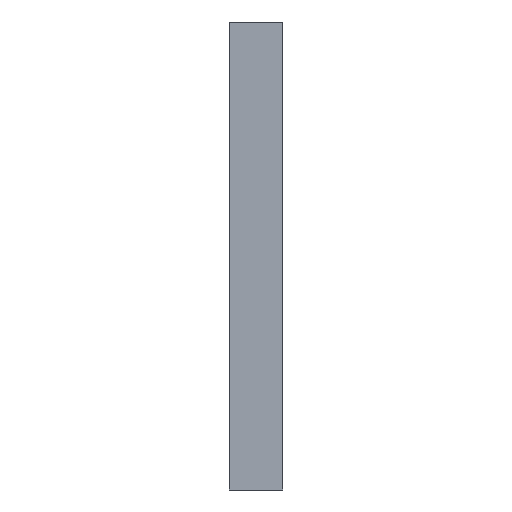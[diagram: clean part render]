
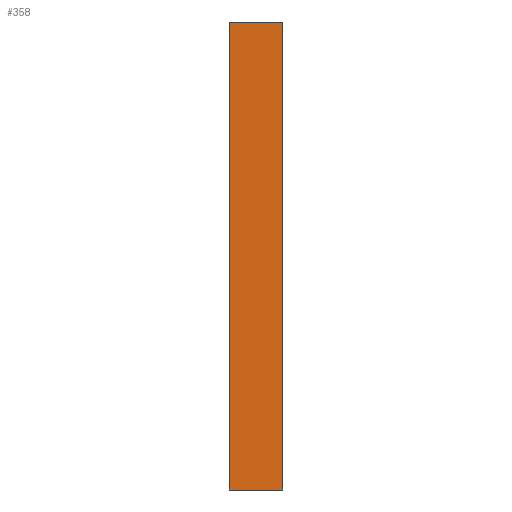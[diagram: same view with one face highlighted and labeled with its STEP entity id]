
A CAD part, left-side view. The second image highlights one B-rep face of the part: STEP entity #358.
In plain terms, the highlighted planar face has unit normal (-1, 0, 0).
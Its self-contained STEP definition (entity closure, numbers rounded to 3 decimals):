
#11 = VECTOR ( 'NONE', #794, 1000. ) ;
#57 = LINE ( 'NONE', #1165, #1089 ) ;
#85 = LINE ( 'NONE', #493, #11 ) ;
#143 = ORIENTED_EDGE ( 'NONE', *, *, #221, .T. ) ;
#159 = PLANE ( 'NONE',  #939 ) ;
#172 = VECTOR ( 'NONE', #524, 1000. ) ;
#184 = DIRECTION ( 'NONE',  ( 1., 0., 0. ) ) ;
#199 = CARTESIAN_POINT ( 'NONE',  ( -125., 2., -17.5 ) ) ;
#202 = ORIENTED_EDGE ( 'NONE', *, *, #899, .F. ) ;
#221 = EDGE_CURVE ( 'NONE', #1194, #728, #567, .T. ) ;
#267 = FACE_OUTER_BOUND ( 'NONE', #638, .T. ) ;
#313 = EDGE_CURVE ( 'NONE', #774, #1194, #57, .T. ) ;
#358 = ADVANCED_FACE ( 'NONE', ( #267 ), #159, .F. ) ;
#386 = LINE ( 'NONE', #199, #444 ) ;
#444 = VECTOR ( 'NONE', #904, 1000. ) ;
#493 = CARTESIAN_POINT ( 'NONE',  ( -125., 2., 17.5 ) ) ;
#524 = DIRECTION ( 'NONE',  ( 0., 0., 1. ) ) ;
#559 = CARTESIAN_POINT ( 'NONE',  ( -125., 2., -17.5 ) ) ;
#567 = LINE ( 'NONE', #963, #172 ) ;
#638 = EDGE_LOOP ( 'NONE', ( #143, #927, #202, #999 ) ) ;
#650 = DIRECTION ( 'NONE',  ( 0., -1., 0. ) ) ;
#653 = CARTESIAN_POINT ( 'NONE',  ( -125., -2., -17.5 ) ) ;
#663 = CARTESIAN_POINT ( 'NONE',  ( -125., 2., -17.5 ) ) ;
#675 = CARTESIAN_POINT ( 'NONE',  ( -125., -2., 17.5 ) ) ;
#728 = VERTEX_POINT ( 'NONE', #675 ) ;
#774 = VERTEX_POINT ( 'NONE', #559 ) ;
#794 = DIRECTION ( 'NONE',  ( 0., -1., 0. ) ) ;
#864 = VERTEX_POINT ( 'NONE', #1102 ) ;
#899 = EDGE_CURVE ( 'NONE', #774, #864, #386, .T. ) ;
#904 = DIRECTION ( 'NONE',  ( 0., 0., 1. ) ) ;
#927 = ORIENTED_EDGE ( 'NONE', *, *, #1253, .F. ) ;
#939 = AXIS2_PLACEMENT_3D ( 'NONE', #663, #184, #976 ) ;
#963 = CARTESIAN_POINT ( 'NONE',  ( -125., -2., -17.5 ) ) ;
#976 = DIRECTION ( 'NONE',  ( 0., 0., -1. ) ) ;
#999 = ORIENTED_EDGE ( 'NONE', *, *, #313, .T. ) ;
#1089 = VECTOR ( 'NONE', #650, 1000. ) ;
#1102 = CARTESIAN_POINT ( 'NONE',  ( -125., 2., 17.5 ) ) ;
#1165 = CARTESIAN_POINT ( 'NONE',  ( -125., 2., -17.5 ) ) ;
#1194 = VERTEX_POINT ( 'NONE', #653 ) ;
#1253 = EDGE_CURVE ( 'NONE', #864, #728, #85, .T. ) ;
